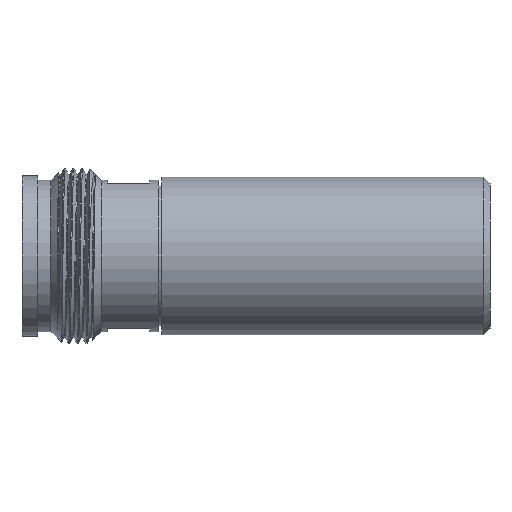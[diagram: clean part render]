
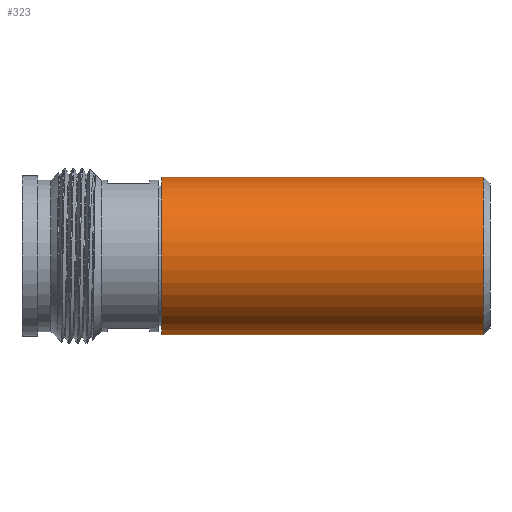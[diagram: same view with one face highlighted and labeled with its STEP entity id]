
A CAD part, front view. The second image highlights one B-rep face of the part: STEP entity #323.
In plain terms, the highlighted cylindrical face has radius 9 mm (diameter 18 mm), a partial arc.
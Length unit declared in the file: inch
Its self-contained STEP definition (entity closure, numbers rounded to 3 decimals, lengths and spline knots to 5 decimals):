
#163 = DIRECTION ( 'NONE',  ( -1., 0., 0. ) ) ;
#307 = DIRECTION ( 'NONE',  ( 0., 0., 1. ) ) ;
#323 = ADVANCED_FACE ( 'NONE', ( #434 ), #3351, .T. ) ;
#434 = FACE_OUTER_BOUND ( 'NONE', #1104, .T. ) ;
#762 = VECTOR ( 'NONE', #2568, 39.37008 ) ;
#803 = CARTESIAN_POINT ( 'NONE',  ( 0., 0., 0.35433 ) ) ;
#833 = ORIENTED_EDGE ( 'NONE', *, *, #2352, .T. ) ;
#974 = ORIENTED_EDGE ( 'NONE', *, *, #2994, .T. ) ;
#1104 = EDGE_LOOP ( 'NONE', ( #2482, #974, #833, #3172 ) ) ;
#1370 = LINE ( 'NONE', #2408, #4123 ) ;
#1475 = VERTEX_POINT ( 'NONE', #2720 ) ;
#1551 = DIRECTION ( 'NONE',  ( 0., 0., -1. ) ) ;
#1619 = EDGE_CURVE ( 'NONE', #2582, #1475, #3305, .T. ) ;
#1703 = EDGE_CURVE ( 'NONE', #4029, #2582, #1370, .T. ) ;
#1768 = VERTEX_POINT ( 'NONE', #2908 ) ;
#1855 = CARTESIAN_POINT ( 'NONE',  ( 2.0763, 0., -0.35433 ) ) ;
#2244 = LINE ( 'NONE', #803, #762 ) ;
#2330 = CARTESIAN_POINT ( 'NONE',  ( 0.62877, 0., -0.35433 ) ) ;
#2352 = EDGE_CURVE ( 'NONE', #1768, #1475, #2244, .T. ) ;
#2383 = CARTESIAN_POINT ( 'NONE',  ( 0.62877, 0., 0. ) ) ;
#2408 = CARTESIAN_POINT ( 'NONE',  ( 0., 0., -0.35433 ) ) ;
#2482 = ORIENTED_EDGE ( 'NONE', *, *, #1703, .F. ) ;
#2508 = DIRECTION ( 'NONE',  ( -1., 0., 0. ) ) ;
#2568 = DIRECTION ( 'NONE',  ( -1., 0., 0. ) ) ;
#2582 = VERTEX_POINT ( 'NONE', #2330 ) ;
#2690 = CARTESIAN_POINT ( 'NONE',  ( 2.0763, 0., 0. ) ) ;
#2720 = CARTESIAN_POINT ( 'NONE',  ( 0.62877, 0., 0.35433 ) ) ;
#2790 = DIRECTION ( 'NONE',  ( -1., 0., 0. ) ) ;
#2837 = AXIS2_PLACEMENT_3D ( 'NONE', #2880, #2508, #3948 ) ;
#2880 = CARTESIAN_POINT ( 'NONE',  ( 0., 0., 0. ) ) ;
#2908 = CARTESIAN_POINT ( 'NONE',  ( 2.0763, 0., 0.35433 ) ) ;
#2994 = EDGE_CURVE ( 'NONE', #4029, #1768, #3433, .T. ) ;
#3172 = ORIENTED_EDGE ( 'NONE', *, *, #1619, .F. ) ;
#3305 = CIRCLE ( 'NONE', #4413, 0.35433 ) ;
#3351 = CYLINDRICAL_SURFACE ( 'NONE', #2837, 0.35433 ) ;
#3433 = CIRCLE ( 'NONE', #4019, 0.35433 ) ;
#3948 = DIRECTION ( 'NONE',  ( 0., 0., 1. ) ) ;
#4019 = AXIS2_PLACEMENT_3D ( 'NONE', #2690, #163, #1551 ) ;
#4029 = VERTEX_POINT ( 'NONE', #1855 ) ;
#4123 = VECTOR ( 'NONE', #2790, 39.37008 ) ;
#4237 = DIRECTION ( 'NONE',  ( -1., 0., 0. ) ) ;
#4413 = AXIS2_PLACEMENT_3D ( 'NONE', #2383, #4237, #307 ) ;
